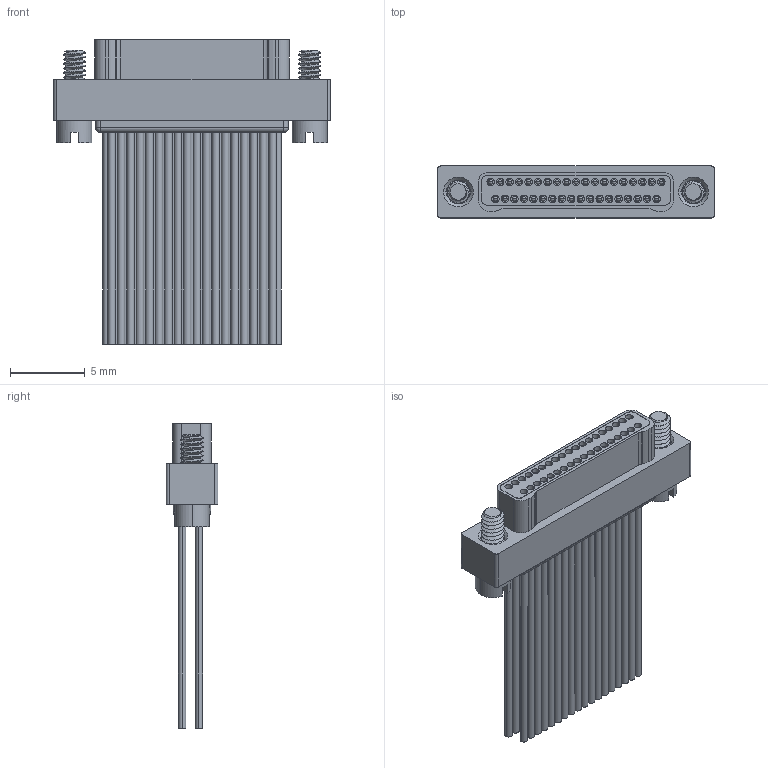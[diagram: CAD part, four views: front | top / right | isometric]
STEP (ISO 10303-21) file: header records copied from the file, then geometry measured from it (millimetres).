
FILE_DESCRIPTION((''),'2;1');
FILE_NAME('FWND0-S0370310-002','2024-11-05T',('gongcheng6'),(''),'PRO/ENGINEER BY PARAMETRIC TECHNOLOGY CORPORATION, 2010280','PRO/ENGINEER BY PARAMETRIC TECHNOLOGY CORPORATION, 2010280','');
FILE_SCHEMA(('CONFIG_CONTROL_DESIGN'));
Length unit declared in the file: millimetre
Products named in the file (1): FWND0-S0370310-002
Bounding box: 18.52 x 3.48 x 20.4 mm (x, y, z)
Volume: 388.2 mm3; surface area: 1534 mm2
Topology: 1 solids, 1 shells, 517 faces, 1280 edges, 807 vertices
Faces by surface type: cylinder 312, plane 115, sphere 78, cone 8, bspline 4
Entity records: 23118 total; most frequent: CARTESIAN_POINT 10776, DIRECTION 2782, ORIENTED_EDGE 2404, EDGE_CURVE 1202, AXIS2_PLACEMENT_3D 1191, VERTEX_POINT 807, CIRCLE 678, EDGE_LOOP 637
